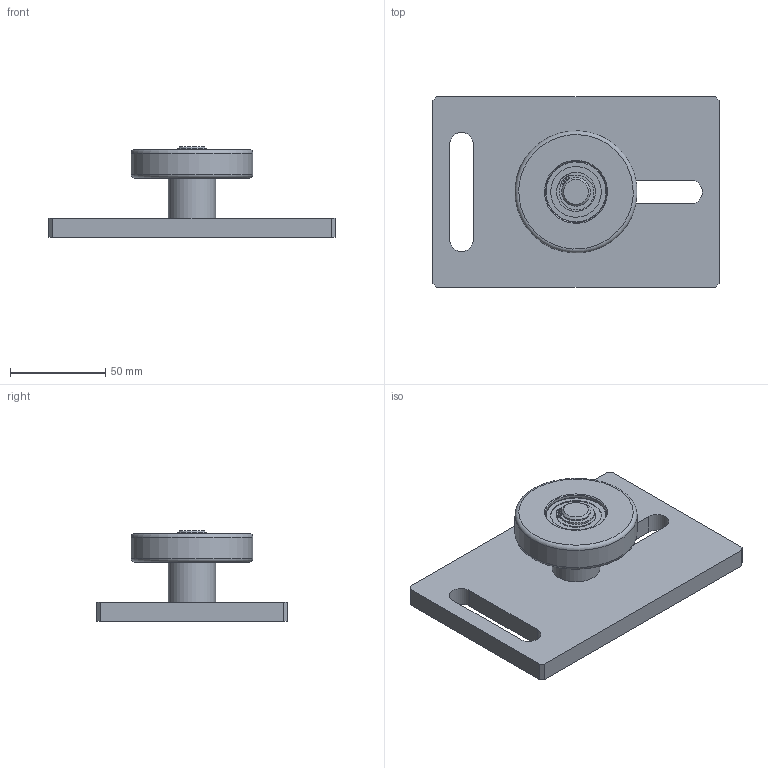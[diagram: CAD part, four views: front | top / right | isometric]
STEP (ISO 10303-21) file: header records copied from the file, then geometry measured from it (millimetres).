
FILE_DESCRIPTION(/* description */ (''),/* implementation_level */ '2;1');
FILE_NAME(/* name */ '1180.stp',/* time_stamp */ '2019-08-05T09:33:11+02:00',/* author */ ('DOMINIQUE'),/* organization */ (''),/* preprocessor_version */ 'ST-DEVELOPER v17.2',/* originating_system */ 'Autodesk Inventor 2019',/* authorisation */ '');
FILE_SCHEMA (('AUTOMOTIVE_DESIGN { 1 0 10303 214 3 1 1 }'));
Length unit declared in the file: millimetre
Products named in the file (8): 1180; 21180; 21169; 21170; 09006; 16174; 09065; DIN 625 SKF - SKF 6002-2Z
Assembly tree (7 placements, depth 3):
  1180
    21180
      21169
      21170
    09006
    16174
    09065
    DIN 625 SKF - SKF 6002-2Z
Bounding box: 150 x 100 x 47.5 mm (x, y, z)
Volume: 192058.2 mm3; surface area: 54275.8 mm2
Topology: 6 solids, 7 shells, 113 faces, 344 edges, 242 vertices
Faces by surface type: cylinder 43, plane 41, torus 20, sphere 7, cone 2
Full cylindrical faces by diameter (mm): 1.7 x2, 2.5 x2, 11.9 x1, 12 x1, 14.3 x1, 15 x3, 20.44 x4, 25 x1, 26.56 x4, 28 x1, 32 x3, 34.4 x1, 64 x1
Entity records: 4980 total; most frequent: CARTESIAN_POINT 1442, DIRECTION 711, ORIENTED_EDGE 660, EDGE_CURVE 330, AXIS2_PLACEMENT_3D 309, VERTEX_POINT 242, CIRCLE 181, EDGE_LOOP 158
